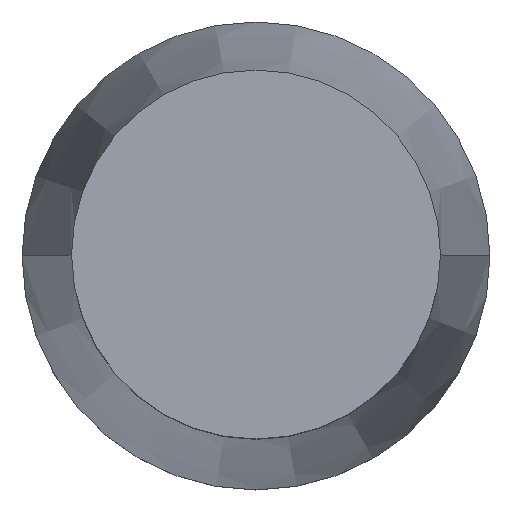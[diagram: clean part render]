
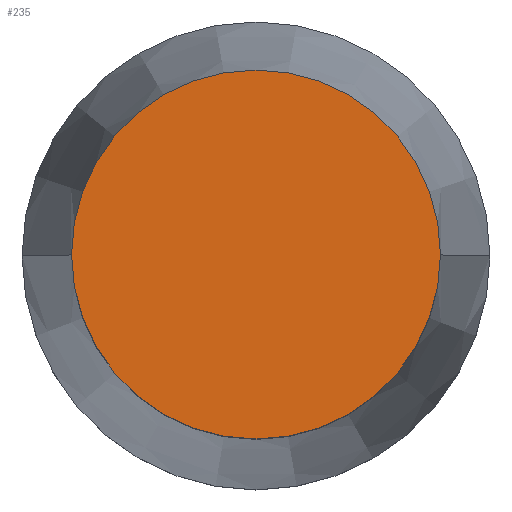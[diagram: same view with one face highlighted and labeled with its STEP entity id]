
A CAD part, top view. The second image highlights one B-rep face of the part: STEP entity #235.
In plain terms, the highlighted planar face has unit normal (0, 0, 1).
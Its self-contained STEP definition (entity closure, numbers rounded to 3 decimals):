
#20 = PLANE ( 'NONE',  #377 ) ;
#36 = EDGE_CURVE ( 'NONE', #76, #370, #191, .T. ) ;
#76 = VERTEX_POINT ( 'NONE', #289 ) ;
#87 = EDGE_LOOP ( 'NONE', ( #124, #278 ) ) ;
#124 = ORIENTED_EDGE ( 'NONE', *, *, #154, .T. ) ;
#148 = AXIS2_PLACEMENT_3D ( 'NONE', #492, #327, #495 ) ;
#154 = EDGE_CURVE ( 'NONE', #370, #76, #167, .T. ) ;
#167 = CIRCLE ( 'NONE', #148, 10.25 ) ;
#191 = CIRCLE ( 'NONE', #597, 10.25 ) ;
#235 = ADVANCED_FACE ( 'NONE', ( #572 ), #20, .F. ) ;
#277 = DIRECTION ( 'NONE',  ( 0., 0., 1. ) ) ;
#278 = ORIENTED_EDGE ( 'NONE', *, *, #36, .T. ) ;
#289 = CARTESIAN_POINT ( 'NONE',  ( -10.25, 0., 0. ) ) ;
#311 = DIRECTION ( 'NONE',  ( 0., 0., -1. ) ) ;
#327 = DIRECTION ( 'NONE',  ( 0., 0., 1. ) ) ;
#354 = DIRECTION ( 'NONE',  ( 1., 0., 0. ) ) ;
#370 = VERTEX_POINT ( 'NONE', #488 ) ;
#377 = AXIS2_PLACEMENT_3D ( 'NONE', #716, #311, #655 ) ;
#403 = CARTESIAN_POINT ( 'NONE',  ( 0., 0., 0. ) ) ;
#488 = CARTESIAN_POINT ( 'NONE',  ( 10.25, 0., 0. ) ) ;
#492 = CARTESIAN_POINT ( 'NONE',  ( 0., 0., 0. ) ) ;
#495 = DIRECTION ( 'NONE',  ( 1., 0., 0. ) ) ;
#572 = FACE_OUTER_BOUND ( 'NONE', #87, .T. ) ;
#597 = AXIS2_PLACEMENT_3D ( 'NONE', #403, #277, #354 ) ;
#655 = DIRECTION ( 'NONE',  ( -1., 0., 0. ) ) ;
#716 = CARTESIAN_POINT ( 'NONE',  ( 0., 0., 0. ) ) ;
